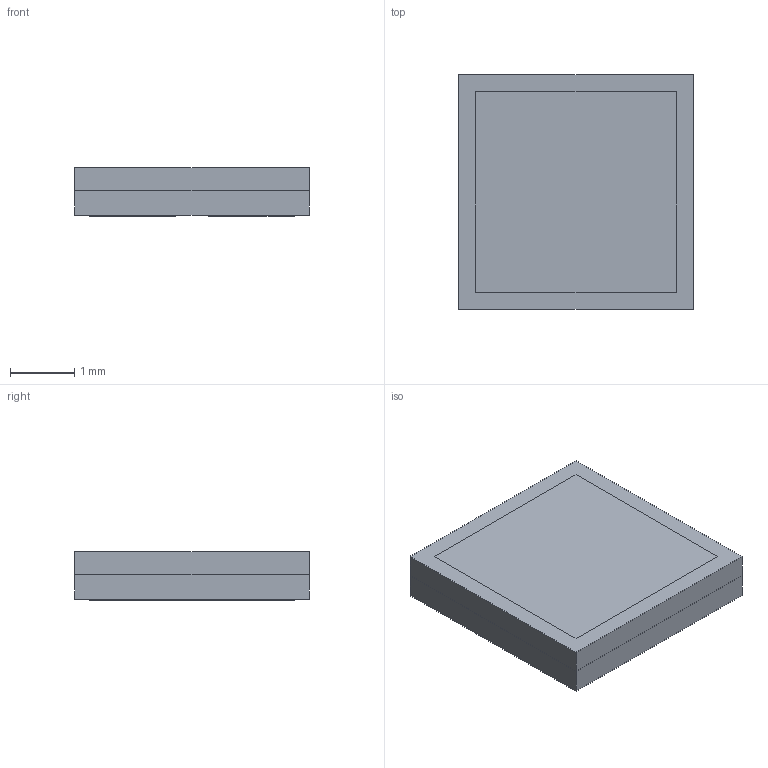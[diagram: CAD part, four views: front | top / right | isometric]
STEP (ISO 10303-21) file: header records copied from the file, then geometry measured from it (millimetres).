
FILE_DESCRIPTION (( 'STEP AP214' ), '1' );
FILE_NAME ('NV4WB35AR.STEP', '2021-06-18T05:07:05', ( '' ), ( '' ), 'SwSTEP 2.0', 'SolidWorks 2018', '' );
FILE_SCHEMA (( 'AUTOMOTIVE_DESIGN' ));
Length unit declared in the file: inch
Products named in the file (5): NV4WB35AR.IGS; Part2.IGS; NV4WB35AR; Part1.IGS; Part3.IGS
Assembly tree (4 placements, depth 3):
  NV4WB35AR
    NV4WB35AR.IGS
      Part1.IGS
      Part2.IGS
      Part3.IGS
Bounding box: 3.65 x 3.65 x 0.76 mm (x, y, z)
Volume: 10 mm3; surface area: 85.1 mm2
Topology: 3 solids, 3 shells, 49 faces, 120 edges, 80 vertices
Faces by surface type: bspline 49
Entity records: 1555 total; most frequent: CARTESIAN_POINT 602, ORIENTED_EDGE 240, EDGE_CURVE 120, B_SPLINE_CURVE_WITH_KNOTS 109, VERTEX_POINT 80, EDGE_LOOP 52, FACE_OUTER_BOUND 49, ADVANCED_FACE 49
